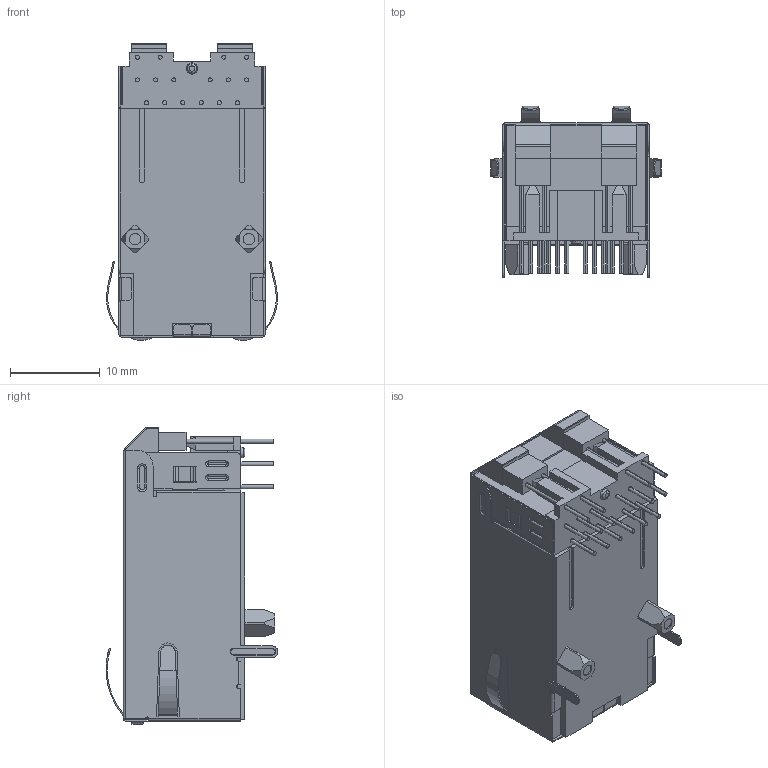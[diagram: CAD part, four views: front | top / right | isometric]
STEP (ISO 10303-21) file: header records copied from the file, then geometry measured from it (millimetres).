
FILE_DESCRIPTION (( 'STEP AP214' ), '1' );
FILE_NAME ('0826-1G1T-23-F.STEP', '2020-07-20T11:33:24', ( '' ), ( '' ), 'SwSTEP 2.0', 'SolidWorks 2017', '' );
FILE_SCHEMA (( 'AUTOMOTIVE_DESIGN' ));
Length unit declared in the file: inch
Products named in the file (1): 0826-1G1T-23-F
Bounding box: 19.07 x 19.19 x 33.14 mm (x, y, z)
Volume: 5599.6 mm3; surface area: 6246.5 mm2
Topology: 31 solids, 31 shells, 940 faces, 2287 edges, 1426 vertices
Faces by surface type: plane 643, cylinder 235, torus 56, bspline 4, cone 2
Entity records: 27553 total; most frequent: CARTESIAN_POINT 4902, DIRECTION 4635, ORIENTED_EDGE 4574, EDGE_CURVE 2287, LINE 1685, VECTOR 1685, AXIS2_PLACEMENT_3D 1475, VERTEX_POINT 1426
